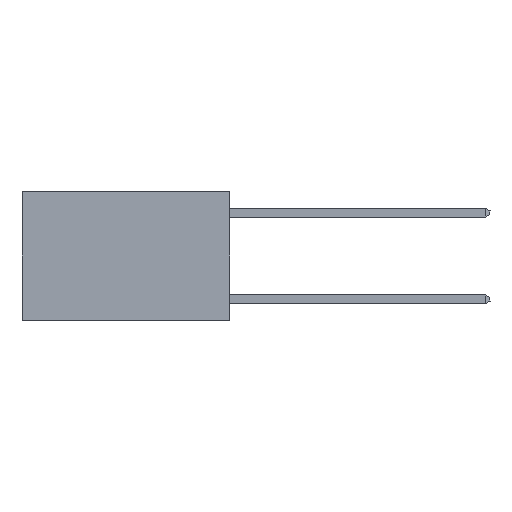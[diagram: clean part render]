
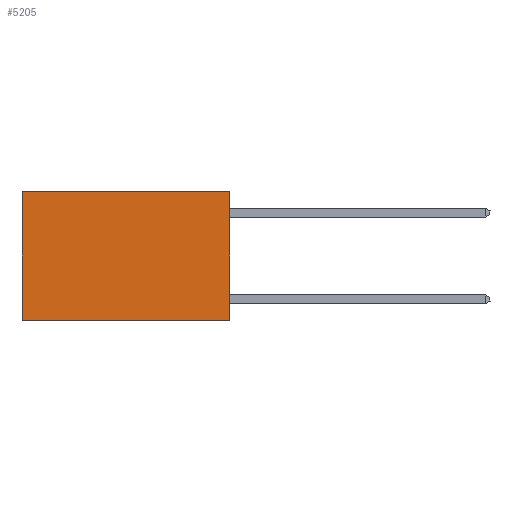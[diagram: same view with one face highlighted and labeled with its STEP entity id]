
A CAD part, left-side view. The second image highlights one B-rep face of the part: STEP entity #5205.
In plain terms, the highlighted planar face has unit normal (-1, 0, 0).
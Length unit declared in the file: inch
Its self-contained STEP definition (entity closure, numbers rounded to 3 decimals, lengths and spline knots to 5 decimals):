
#89 = FACE_OUTER_BOUND ( 'NONE', #17837, .T. ) ;
#1189 = ORIENTED_EDGE ( 'NONE', *, *, #13960, .T. ) ;
#2519 = VERTEX_POINT ( 'NONE', #23152 ) ;
#2809 = LINE ( 'NONE', #5878, #9767 ) ;
#3579 = CARTESIAN_POINT ( 'NONE',  ( 0.2625, 0., 0. ) ) ;
#3844 = CARTESIAN_POINT ( 'NONE',  ( 0.2625, 0.6, 0. ) ) ;
#4284 = CARTESIAN_POINT ( 'NONE',  ( 0.2625, 0.6, -0.37 ) ) ;
#5205 = ADVANCED_FACE ( 'NONE', ( #89 ), #19719, .F. ) ;
#5878 = CARTESIAN_POINT ( 'NONE',  ( 0.2625, 0., 0. ) ) ;
#6549 = ORIENTED_EDGE ( 'NONE', *, *, #8137, .F. ) ;
#7550 = LINE ( 'NONE', #17719, #14508 ) ;
#7732 = DIRECTION ( 'NONE',  ( 0., 0., -1. ) ) ;
#8137 = EDGE_CURVE ( 'NONE', #15817, #2519, #2809, .T. ) ;
#8601 = CARTESIAN_POINT ( 'NONE',  ( 0.2625, 0., -0.37 ) ) ;
#9767 = VECTOR ( 'NONE', #7732, 39.37008 ) ;
#10157 = ORIENTED_EDGE ( 'NONE', *, *, #11341, .F. ) ;
#10539 = AXIS2_PLACEMENT_3D ( 'NONE', #15568, #19370, #13557 ) ;
#11341 = EDGE_CURVE ( 'NONE', #2519, #15341, #25673, .T. ) ;
#13234 = LINE ( 'NONE', #20371, #23320 ) ;
#13557 = DIRECTION ( 'NONE',  ( 0., 0., -1. ) ) ;
#13901 = DIRECTION ( 'NONE',  ( 0., 0., -1. ) ) ;
#13960 = EDGE_CURVE ( 'NONE', #25497, #15341, #13234, .T. ) ;
#14508 = VECTOR ( 'NONE', #25745, 39.37008 ) ;
#15341 = VERTEX_POINT ( 'NONE', #4284 ) ;
#15568 = CARTESIAN_POINT ( 'NONE',  ( 0.2625, 0., 0. ) ) ;
#15799 = ORIENTED_EDGE ( 'NONE', *, *, #19406, .T. ) ;
#15817 = VERTEX_POINT ( 'NONE', #3579 ) ;
#15888 = VECTOR ( 'NONE', #22989, 39.37008 ) ;
#17719 = CARTESIAN_POINT ( 'NONE',  ( 0.2625, 0., 0. ) ) ;
#17837 = EDGE_LOOP ( 'NONE', ( #1189, #10157, #6549, #15799 ) ) ;
#19370 = DIRECTION ( 'NONE',  ( 1., 0., 0. ) ) ;
#19406 = EDGE_CURVE ( 'NONE', #15817, #25497, #7550, .T. ) ;
#19719 = PLANE ( 'NONE',  #10539 ) ;
#20371 = CARTESIAN_POINT ( 'NONE',  ( 0.2625, 0.6, 0. ) ) ;
#22989 = DIRECTION ( 'NONE',  ( 0., 1., 0. ) ) ;
#23152 = CARTESIAN_POINT ( 'NONE',  ( 0.2625, 0., -0.37 ) ) ;
#23320 = VECTOR ( 'NONE', #13901, 39.37008 ) ;
#25497 = VERTEX_POINT ( 'NONE', #3844 ) ;
#25673 = LINE ( 'NONE', #8601, #15888 ) ;
#25745 = DIRECTION ( 'NONE',  ( 0., 1., 0. ) ) ;
